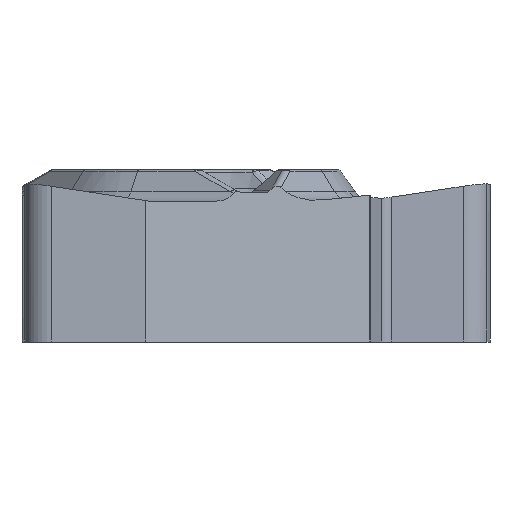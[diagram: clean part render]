
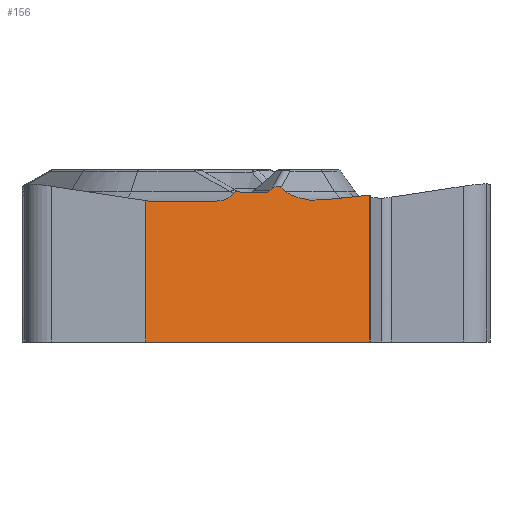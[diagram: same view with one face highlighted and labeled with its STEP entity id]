
A CAD part, front view. The second image highlights one B-rep face of the part: STEP entity #156.
In plain terms, the highlighted planar face has unit normal (0.5, -0.866, 0).
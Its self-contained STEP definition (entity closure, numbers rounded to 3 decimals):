
#156=ADVANCED_FACE('',(#349),#308,.F.);
#308=PLANE('',#2578);
#349=FACE_OUTER_BOUND('',#496,.T.);
#496=EDGE_LOOP('',(#819,#820,#821,#822,#823,#824,#825,#826,#827,#828,#829,
#830,#831,#832,#833,#834));
#653=CIRCLE('',#2577,0.75);
#762=ELLIPSE('',#2572,1.5,0.75);
#763=ELLIPSE('',#2573,0.304,0.205);
#764=ELLIPSE('',#2574,0.309,0.3);
#765=ELLIPSE('',#2575,0.309,0.3);
#766=ELLIPSE('',#2576,0.884,0.75);
#819=ORIENTED_EDGE('',*,*,#1800,.T.);
#820=ORIENTED_EDGE('',*,*,#1801,.F.);
#821=ORIENTED_EDGE('',*,*,#1802,.T.);
#822=ORIENTED_EDGE('',*,*,#1803,.T.);
#823=ORIENTED_EDGE('',*,*,#1804,.F.);
#824=ORIENTED_EDGE('',*,*,#1805,.F.);
#825=ORIENTED_EDGE('',*,*,#1806,.T.);
#826=ORIENTED_EDGE('',*,*,#1807,.T.);
#827=ORIENTED_EDGE('',*,*,#1808,.T.);
#828=ORIENTED_EDGE('',*,*,#1809,.T.);
#829=ORIENTED_EDGE('',*,*,#1810,.F.);
#830=ORIENTED_EDGE('',*,*,#1811,.T.);
#831=ORIENTED_EDGE('',*,*,#1812,.T.);
#832=ORIENTED_EDGE('',*,*,#1813,.T.);
#833=ORIENTED_EDGE('',*,*,#1814,.T.);
#834=ORIENTED_EDGE('',*,*,#1815,.F.);
#1571=VERTEX_POINT('',#3928);
#1572=VERTEX_POINT('',#3929);
#1573=VERTEX_POINT('',#3931);
#1574=VERTEX_POINT('',#3933);
#1575=VERTEX_POINT('',#3935);
#1576=VERTEX_POINT('',#3937);
#1577=VERTEX_POINT('',#3939);
#1578=VERTEX_POINT('',#3941);
#1579=VERTEX_POINT('',#3943);
#1580=VERTEX_POINT('',#3945);
#1581=VERTEX_POINT('',#3947);
#1582=VERTEX_POINT('',#3961);
#1583=VERTEX_POINT('',#3963);
#1584=VERTEX_POINT('',#3965);
#1585=VERTEX_POINT('',#3967);
#1586=VERTEX_POINT('',#3969);
#1800=EDGE_CURVE('',#1571,#1572,#2176,.T.);
#1801=EDGE_CURVE('',#1573,#1572,#2177,.T.);
#1802=EDGE_CURVE('',#1573,#1574,#2178,.T.);
#1803=EDGE_CURVE('',#1574,#1575,#762,.T.);
#1804=EDGE_CURVE('',#1576,#1575,#2179,.T.);
#1805=EDGE_CURVE('',#1577,#1576,#763,.T.);
#1806=EDGE_CURVE('',#1577,#1578,#2180,.T.);
#1807=EDGE_CURVE('',#1578,#1579,#764,.T.);
#1808=EDGE_CURVE('',#1579,#1580,#2181,.T.);
#1809=EDGE_CURVE('',#1580,#1581,#765,.T.);
#1810=EDGE_CURVE('',#1582,#1581,#2496,.T.);
#1811=EDGE_CURVE('',#1582,#1583,#766,.T.);
#1812=EDGE_CURVE('',#1583,#1584,#2182,.T.);
#1813=EDGE_CURVE('',#1584,#1585,#653,.T.);
#1814=EDGE_CURVE('',#1585,#1586,#2183,.T.);
#1815=EDGE_CURVE('',#1571,#1586,#2184,.T.);
#2176=LINE('',#3927,#2332);
#2177=LINE('',#3930,#2333);
#2178=LINE('',#3932,#2334);
#2179=LINE('',#3936,#2335);
#2180=LINE('',#3940,#2336);
#2181=LINE('',#3944,#2337);
#2182=LINE('',#3964,#2338);
#2183=LINE('',#3968,#2339);
#2184=LINE('',#3970,#2340);
#2332=VECTOR('',#2857,1.);
#2333=VECTOR('',#2858,1.);
#2334=VECTOR('',#2859,1.);
#2335=VECTOR('',#2862,1.);
#2336=VECTOR('',#2865,1.);
#2337=VECTOR('',#2868,1.);
#2338=VECTOR('',#2873,1.);
#2339=VECTOR('',#2876,1.);
#2340=VECTOR('',#2877,1.);
#2496=B_SPLINE_CURVE_WITH_KNOTS('',3,(#3948,#3949,#3950,#3951,#3952,#3953,
#3954,#3955,#3956,#3957,#3958,#3959,#3960),.UNSPECIFIED.,.F.,.F.,(4,3,3,
3,4),(0.,0.251,0.501,0.761,1.),
 .UNSPECIFIED.);
#2572=AXIS2_PLACEMENT_3D('',#3934,#2860,#2861);
#2573=AXIS2_PLACEMENT_3D('',#3938,#2863,#2864);
#2574=AXIS2_PLACEMENT_3D('',#3942,#2866,#2867);
#2575=AXIS2_PLACEMENT_3D('',#3946,#2869,#2870);
#2576=AXIS2_PLACEMENT_3D('',#3962,#2871,#2872);
#2577=AXIS2_PLACEMENT_3D('',#3966,#2874,#2875);
#2578=AXIS2_PLACEMENT_3D('',#3971,#2878,#2879);
#2857=DIRECTION('',(0.866,0.5,0.));
#2858=DIRECTION('',(0.,0.,-1.));
#2859=DIRECTION('',(-0.863,-0.498,-0.088));
#2860=DIRECTION('',(-0.5,0.866,0.));
#2861=DIRECTION('',(-0.866,-0.5,0.));
#2862=DIRECTION('',(0.705,0.407,-0.581));
#2863=DIRECTION('',(-0.5,0.866,0.));
#2864=DIRECTION('',(0.743,0.429,0.514));
#2865=DIRECTION('',(-0.672,-0.388,-0.631));
#2866=DIRECTION('',(-0.5,0.866,0.));
#2867=DIRECTION('',(0.866,0.5,0.));
#2868=DIRECTION('',(-0.866,-0.5,0.));
#2869=DIRECTION('',(-0.5,0.866,0.));
#2870=DIRECTION('',(0.866,0.5,0.));
#2871=DIRECTION('',(-0.5,0.866,0.));
#2872=DIRECTION('',(0.866,0.5,0.));
#2873=DIRECTION('',(-0.866,-0.5,0.));
#2874=DIRECTION('',(-0.5,0.866,0.));
#2875=DIRECTION('',(-0.866,-0.5,0.));
#2876=DIRECTION('',(-0.853,-0.492,0.174));
#2877=DIRECTION('',(0.,0.,1.));
#2878=DIRECTION('',(-0.5,0.866,0.));
#2879=DIRECTION('',(-0.866,-0.5,0.));
#3927=CARTESIAN_POINT('',(3.175,-5.499,-5.56));
#3928=CARTESIAN_POINT('',(-2.,-8.487,-5.56));
#3929=CARTESIAN_POINT('',(5.877,-3.939,-5.56));
#3930=CARTESIAN_POINT('',(5.877,-3.939,-9.834));
#3931=CARTESIAN_POINT('',(5.877,-3.939,-0.395));
#3932=CARTESIAN_POINT('',(5.12,-4.376,-0.472));
#3933=CARTESIAN_POINT('',(4.211,-4.901,-0.565));
#3934=CARTESIAN_POINT('',(3.985,-5.032,0.174));
#3935=CARTESIAN_POINT('',(2.921,-5.646,-0.256));
#3936=CARTESIAN_POINT('',(-12.245,-14.402,12.249));
#3937=CARTESIAN_POINT('',(2.757,-5.741,-0.121));
#3938=CARTESIAN_POINT('',(2.565,-5.851,-0.32));
#3939=CARTESIAN_POINT('',(2.429,-5.93,-0.181));
#3940=CARTESIAN_POINT('',(9.024,-2.122,6.019));
#3941=CARTESIAN_POINT('',(2.366,-5.966,-0.24));
#3942=CARTESIAN_POINT('',(2.194,-6.065,-0.01));
#3943=CARTESIAN_POINT('',(2.194,-6.065,-0.31));
#3944=CARTESIAN_POINT('',(-4.359,-9.849,-0.31));
#3945=CARTESIAN_POINT('',(1.413,-6.516,-0.31));
#3946=CARTESIAN_POINT('',(1.413,-6.516,-0.01));
#3947=CARTESIAN_POINT('',(1.303,-6.58,-0.283));
#3948=CARTESIAN_POINT('',(1.096,-6.7,-0.323));
#3949=CARTESIAN_POINT('',(1.108,-6.692,-0.307));
#3950=CARTESIAN_POINT('',(1.124,-6.684,-0.294));
#3951=CARTESIAN_POINT('',(1.14,-6.674,-0.285));
#3952=CARTESIAN_POINT('',(1.157,-6.664,-0.275));
#3953=CARTESIAN_POINT('',(1.175,-6.654,-0.268));
#3954=CARTESIAN_POINT('',(1.194,-6.643,-0.265));
#3955=CARTESIAN_POINT('',(1.213,-6.632,-0.262));
#3956=CARTESIAN_POINT('',(1.233,-6.621,-0.262));
#3957=CARTESIAN_POINT('',(1.252,-6.61,-0.266));
#3958=CARTESIAN_POINT('',(1.269,-6.599,-0.269));
#3959=CARTESIAN_POINT('',(1.287,-6.589,-0.275));
#3960=CARTESIAN_POINT('',(1.303,-6.58,-0.283));
#3961=CARTESIAN_POINT('',(1.096,-6.7,-0.323));
#3962=CARTESIAN_POINT('',(0.499,-7.044,0.147));
#3963=CARTESIAN_POINT('',(0.499,-7.044,-0.603));
#3964=CARTESIAN_POINT('',(-4.359,-9.849,-0.603));
#3965=CARTESIAN_POINT('',(-1.86,-8.406,-0.603));
#3966=CARTESIAN_POINT('',(-1.86,-8.406,0.147));
#3967=CARTESIAN_POINT('',(-1.973,-8.471,-0.592));
#3968=CARTESIAN_POINT('',(-8.078,-11.996,0.651));
#3969=CARTESIAN_POINT('',(-2.,-8.487,-0.586));
#3970=CARTESIAN_POINT('',(-2.,-8.487,25.));
#3971=CARTESIAN_POINT('',(3.175,-5.499,25.));
